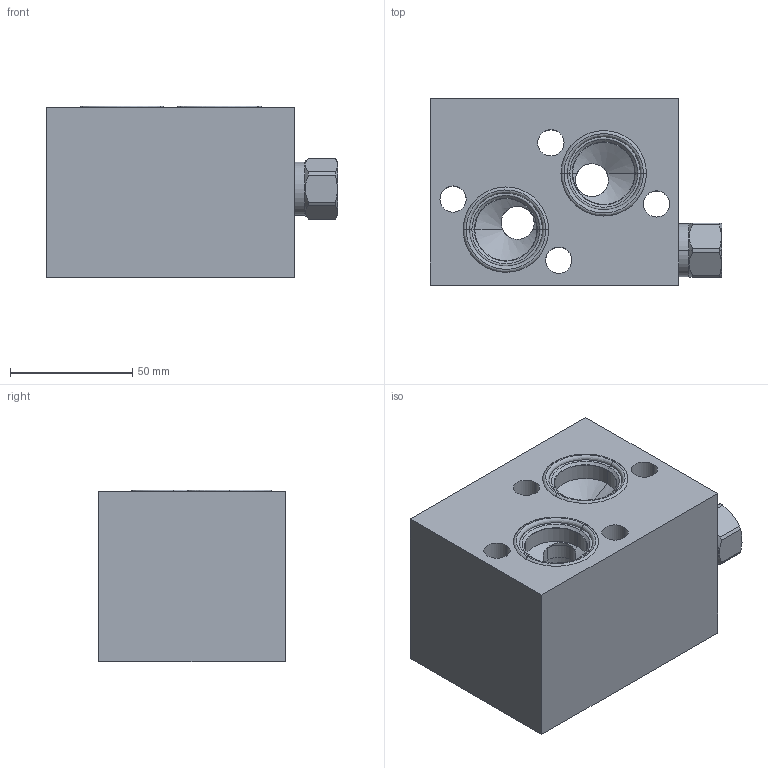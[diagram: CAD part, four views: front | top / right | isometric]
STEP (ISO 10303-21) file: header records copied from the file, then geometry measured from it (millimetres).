
FILE_DESCRIPTION((''),'2;1');
FILE_NAME('WDK_ASM','2022-10-17T',('ProEService'),(''),'PRO/ENGINEER BY PARAMETRIC TECHNOLOGY CORPORATION, 2014200','PRO/ENGINEER BY PARAMETRIC TECHNOLOGY CORPORATION, 2014200','');
FILE_SCHEMA(('CONFIG_CONTROL_DESIGN'));
Length unit declared in the file: inch
Products named in the file (4): 159-350-003; CSAABXN; 500-001-123; WDK_ASM
Assembly tree (4 placements, depth 2):
  WDK_ASM
    159-350-003
    CSAABXN
    500-001-123  x2
Bounding box: 119.08 x 76.2 x 70.31 mm (x, y, z)
Volume: 447117.1 mm3; surface area: 72959.9 mm2
Topology: 5 solids, 7 shells, 328 faces, 1027 edges, 858 vertices
Faces by surface type: cylinder 144, cone 90, plane 50, torus 30, revolution 14
Entity records: 12942 total; most frequent: CARTESIAN_POINT 3869, DIRECTION 1997, ORIENTED_EDGE 1506, EDGE_CURVE 753, AXIS2_PLACEMENT_3D 737, VECTOR 513, LINE 513, VERTEX_POINT 461
